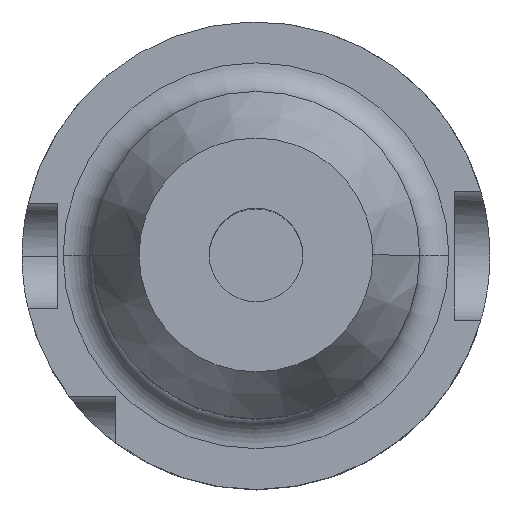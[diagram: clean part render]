
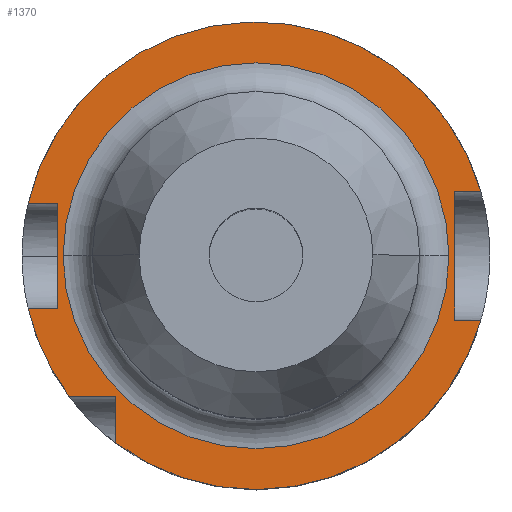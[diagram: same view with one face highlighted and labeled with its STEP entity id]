
A CAD part, top view. The second image highlights one B-rep face of the part: STEP entity #1370.
In plain terms, the highlighted planar face has unit normal (0, 0, 1).
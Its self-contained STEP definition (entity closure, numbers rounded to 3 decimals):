
#1 = EDGE_CURVE ( 'NONE', #213, #1464, #2642, .T. ) ;
#62 = LINE ( 'NONE', #2869, #1254 ) ;
#81 = DIRECTION ( 'NONE',  ( 0., 0., -1. ) ) ;
#117 = ORIENTED_EDGE ( 'NONE', *, *, #1097, .F. ) ;
#120 = AXIS2_PLACEMENT_3D ( 'NONE', #1250, #2627, #998 ) ;
#145 = VERTEX_POINT ( 'NONE', #500 ) ;
#156 = CARTESIAN_POINT ( 'NONE',  ( 19.229, -5.5, 20. ) ) ;
#172 = DIRECTION ( 'NONE',  ( -1., 0., 0. ) ) ;
#209 = DIRECTION ( 'NONE',  ( 0., -1., 0. ) ) ;
#213 = VERTEX_POINT ( 'NONE', #554 ) ;
#260 = DIRECTION ( 'NONE',  ( -1., 0., 0. ) ) ;
#276 = CARTESIAN_POINT ( 'NONE',  ( 17., 5.5, 20. ) ) ;
#300 = DIRECTION ( 'NONE',  ( -1., 0., 0. ) ) ;
#309 = VECTOR ( 'NONE', #260, 1000. ) ;
#343 = LINE ( 'NONE', #1846, #534 ) ;
#380 = ORIENTED_EDGE ( 'NONE', *, *, #2904, .F. ) ;
#390 = EDGE_CURVE ( 'NONE', #2747, #1963, #2211, .T. ) ;
#393 = AXIS2_PLACEMENT_3D ( 'NONE', #863, #1569, #172 ) ;
#463 = PLANE ( 'NONE',  #2400 ) ;
#486 = DIRECTION ( 'NONE',  ( 0., -1., 0. ) ) ;
#500 = CARTESIAN_POINT ( 'NONE',  ( 17., -5.5, 20. ) ) ;
#512 = ORIENTED_EDGE ( 'NONE', *, *, #2544, .T. ) ;
#534 = VECTOR ( 'NONE', #209, 1000. ) ;
#554 = CARTESIAN_POINT ( 'NONE',  ( -16., -12., 20. ) ) ;
#599 = DIRECTION ( 'NONE',  ( 1., 0., 0. ) ) ;
#628 = AXIS2_PLACEMENT_3D ( 'NONE', #1501, #81, #1573 ) ;
#803 = CARTESIAN_POINT ( 'NONE',  ( -12., -16., 20. ) ) ;
#806 = ORIENTED_EDGE ( 'NONE', *, *, #1590, .T. ) ;
#810 = EDGE_LOOP ( 'NONE', ( #2823, #1771, #806, #2958, #512, #380, #1530, #117, #1179, #2331, #2123 ) ) ;
#859 = VECTOR ( 'NONE', #2165, 1000. ) ;
#863 = CARTESIAN_POINT ( 'NONE',  ( 0., 0., 20. ) ) ;
#950 = EDGE_CURVE ( 'NONE', #2891, #1088, #343, .T. ) ;
#959 = LINE ( 'NONE', #2443, #2720 ) ;
#998 = DIRECTION ( 'NONE',  ( -1., 0., 0. ) ) ;
#1024 = CARTESIAN_POINT ( 'NONE',  ( -17., -4.5, 20. ) ) ;
#1034 = LINE ( 'NONE', #2517, #2983 ) ;
#1055 = CARTESIAN_POINT ( 'NONE',  ( 19.229, 5.5, 20. ) ) ;
#1088 = VERTEX_POINT ( 'NONE', #1024 ) ;
#1097 = EDGE_CURVE ( 'NONE', #2605, #1527, #1713, .T. ) ;
#1110 = EDGE_CURVE ( 'NONE', #1596, #1208, #1672, .T. ) ;
#1179 = ORIENTED_EDGE ( 'NONE', *, *, #2051, .T. ) ;
#1208 = VERTEX_POINT ( 'NONE', #2046 ) ;
#1234 = DIRECTION ( 'NONE',  ( -1., 0., 0. ) ) ;
#1250 = CARTESIAN_POINT ( 'NONE',  ( 0., 0., 20. ) ) ;
#1254 = VECTOR ( 'NONE', #486, 1000. ) ;
#1358 = VECTOR ( 'NONE', #1387, 1000. ) ;
#1370 = ADVANCED_FACE ( 'NONE', ( #1843, #1476 ), #463, .F. ) ;
#1387 = DIRECTION ( 'NONE',  ( 1., 0., 0. ) ) ;
#1417 = EDGE_CURVE ( 'NONE', #213, #2695, #1433, .T. ) ;
#1433 = LINE ( 'NONE', #2808, #1358 ) ;
#1464 = VERTEX_POINT ( 'NONE', #2408 ) ;
#1467 = DIRECTION ( 'NONE',  ( 0., 0., -1. ) ) ;
#1476 = FACE_OUTER_BOUND ( 'NONE', #810, .T. ) ;
#1501 = CARTESIAN_POINT ( 'NONE',  ( 0., 0., 20. ) ) ;
#1527 = VERTEX_POINT ( 'NONE', #1055 ) ;
#1530 = ORIENTED_EDGE ( 'NONE', *, *, #2409, .F. ) ;
#1569 = DIRECTION ( 'NONE',  ( 0., 0., -1. ) ) ;
#1573 = DIRECTION ( 'NONE',  ( -1., 0., 0. ) ) ;
#1585 = LINE ( 'NONE', #2336, #309 ) ;
#1590 = EDGE_CURVE ( 'NONE', #2695, #1963, #62, .T. ) ;
#1596 = VERTEX_POINT ( 'NONE', #2380 ) ;
#1666 = CIRCLE ( 'NONE', #120, 16.5 ) ;
#1672 = CIRCLE ( 'NONE', #2193, 16.5 ) ;
#1697 = EDGE_CURVE ( 'NONE', #1464, #1088, #1034, .T. ) ;
#1713 = CIRCLE ( 'NONE', #2570, 20. ) ;
#1771 = ORIENTED_EDGE ( 'NONE', *, *, #1417, .T. ) ;
#1818 = EDGE_CURVE ( 'NONE', #1208, #1596, #1666, .T. ) ;
#1843 = FACE_BOUND ( 'NONE', #2727, .T. ) ;
#1846 = CARTESIAN_POINT ( 'NONE',  ( -17., 4.5, 20. ) ) ;
#1850 = LINE ( 'NONE', #2509, #2814 ) ;
#1859 = ORIENTED_EDGE ( 'NONE', *, *, #1818, .T. ) ;
#1963 = VERTEX_POINT ( 'NONE', #803 ) ;
#1980 = DIRECTION ( 'NONE',  ( -1., 0., 0. ) ) ;
#2019 = CARTESIAN_POINT ( 'NONE',  ( -12., -12., 20. ) ) ;
#2046 = CARTESIAN_POINT ( 'NONE',  ( 16.5, 0., 20. ) ) ;
#2051 = EDGE_CURVE ( 'NONE', #2605, #2891, #1850, .T. ) ;
#2090 = ORIENTED_EDGE ( 'NONE', *, *, #1110, .T. ) ;
#2096 = CARTESIAN_POINT ( 'NONE',  ( 0., 20., 20. ) ) ;
#2115 = DIRECTION ( 'NONE',  ( -1., 0., 0. ) ) ;
#2123 = ORIENTED_EDGE ( 'NONE', *, *, #1697, .F. ) ;
#2153 = CARTESIAN_POINT ( 'NONE',  ( 0., 0., 20. ) ) ;
#2165 = DIRECTION ( 'NONE',  ( 0., -1., 0. ) ) ;
#2193 = AXIS2_PLACEMENT_3D ( 'NONE', #2153, #2899, #1234 ) ;
#2211 = CIRCLE ( 'NONE', #628, 20. ) ;
#2292 = CARTESIAN_POINT ( 'NONE',  ( 17., 5.5, 20. ) ) ;
#2305 = CARTESIAN_POINT ( 'NONE',  ( -19.487, 4.5, 20. ) ) ;
#2331 = ORIENTED_EDGE ( 'NONE', *, *, #950, .T. ) ;
#2335 = DIRECTION ( 'NONE',  ( 1., 0., 0. ) ) ;
#2336 = CARTESIAN_POINT ( 'NONE',  ( 27., 5.5, 20. ) ) ;
#2352 = DIRECTION ( 'NONE',  ( 0., 0., -1. ) ) ;
#2380 = CARTESIAN_POINT ( 'NONE',  ( -16.5, 0., 20. ) ) ;
#2400 = AXIS2_PLACEMENT_3D ( 'NONE', #2096, #2352, #2115 ) ;
#2408 = CARTESIAN_POINT ( 'NONE',  ( -19.487, -4.5, 20. ) ) ;
#2409 = EDGE_CURVE ( 'NONE', #1527, #2689, #1585, .T. ) ;
#2443 = CARTESIAN_POINT ( 'NONE',  ( 27., -5.5, 20. ) ) ;
#2509 = CARTESIAN_POINT ( 'NONE',  ( -27., 4.5, 20. ) ) ;
#2517 = CARTESIAN_POINT ( 'NONE',  ( -27., -4.5, 20. ) ) ;
#2544 = EDGE_CURVE ( 'NONE', #2747, #145, #959, .T. ) ;
#2570 = AXIS2_PLACEMENT_3D ( 'NONE', #2658, #1467, #300 ) ;
#2575 = CARTESIAN_POINT ( 'NONE',  ( -17., 4.5, 20. ) ) ;
#2605 = VERTEX_POINT ( 'NONE', #2305 ) ;
#2627 = DIRECTION ( 'NONE',  ( 0., 0., -1. ) ) ;
#2642 = CIRCLE ( 'NONE', #393, 20. ) ;
#2658 = CARTESIAN_POINT ( 'NONE',  ( 0., 0., 20. ) ) ;
#2689 = VERTEX_POINT ( 'NONE', #2292 ) ;
#2695 = VERTEX_POINT ( 'NONE', #2019 ) ;
#2720 = VECTOR ( 'NONE', #1980, 1000. ) ;
#2727 = EDGE_LOOP ( 'NONE', ( #2090, #1859 ) ) ;
#2747 = VERTEX_POINT ( 'NONE', #156 ) ;
#2808 = CARTESIAN_POINT ( 'NONE',  ( -22., -12., 20. ) ) ;
#2814 = VECTOR ( 'NONE', #599, 1000. ) ;
#2823 = ORIENTED_EDGE ( 'NONE', *, *, #1, .F. ) ;
#2869 = CARTESIAN_POINT ( 'NONE',  ( -12., -12., 20. ) ) ;
#2891 = VERTEX_POINT ( 'NONE', #2575 ) ;
#2899 = DIRECTION ( 'NONE',  ( 0., 0., -1. ) ) ;
#2904 = EDGE_CURVE ( 'NONE', #2689, #145, #2920, .T. ) ;
#2920 = LINE ( 'NONE', #276, #859 ) ;
#2958 = ORIENTED_EDGE ( 'NONE', *, *, #390, .F. ) ;
#2983 = VECTOR ( 'NONE', #2335, 1000. ) ;
